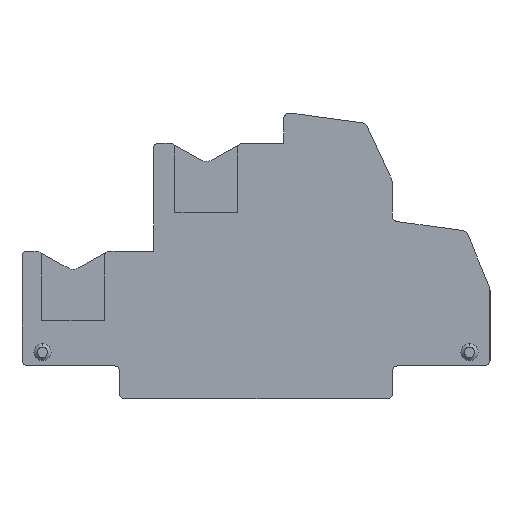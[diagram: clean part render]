
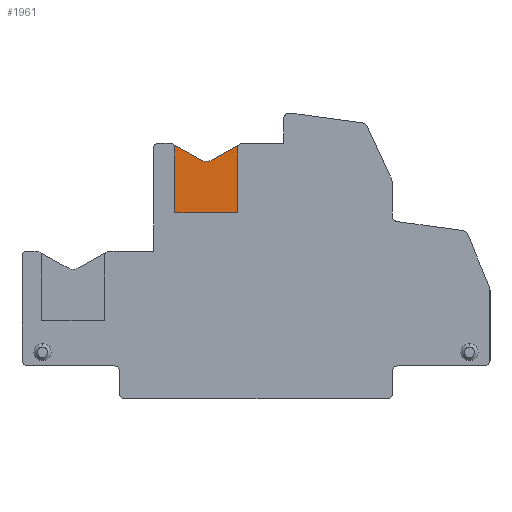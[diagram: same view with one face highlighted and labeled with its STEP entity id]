
A CAD part, left-side view. The second image highlights one B-rep face of the part: STEP entity #1961.
In plain terms, the highlighted planar face has unit normal (-1, 0, 0).
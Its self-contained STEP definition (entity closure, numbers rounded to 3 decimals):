
#529=AXIS2_PLACEMENT_3D('Circle Axis2P3D',#527,#528,$) ;
#1789=AXIS2_PLACEMENT_3D('Circle Axis2P3D',#1787,#1788,$) ;
#1936=AXIS2_PLACEMENT_3D('Plane Axis2P3D',#1933,#1934,#1935) ;
#1940=AXIS2_PLACEMENT_3D('Circle Axis2P3D',#1938,#1939,$) ;
#1947=AXIS2_PLACEMENT_3D('Circle Axis2P3D',#1945,#1946,$) ;
#500=CARTESIAN_POINT('Vertex',(3.9,46.12,27.258)) ;
#503=CARTESIAN_POINT('Line Origine',(3.9,46.12,31.993)) ;
#507=CARTESIAN_POINT('Vertex',(3.9,46.12,36.728)) ;
#527=CARTESIAN_POINT('Axis2P3D Location',(3.9,46.92,36.728)) ;
#531=CARTESIAN_POINT('Vertex',(3.9,46.235,37.141)) ;
#551=CARTESIAN_POINT('Line Origine',(3.9,44.241,36.032)) ;
#555=CARTESIAN_POINT('Vertex',(3.9,42.246,34.923)) ;
#1731=CARTESIAN_POINT('Line Origine',(3.9,38.798,36.03)) ;
#1735=CARTESIAN_POINT('Vertex',(3.9,40.788,34.923)) ;
#1737=CARTESIAN_POINT('Vertex',(3.9,36.808,37.136)) ;
#1787=CARTESIAN_POINT('Axis2P3D Location',(3.9,36.12,36.728)) ;
#1791=CARTESIAN_POINT('Vertex',(3.9,36.92,36.728)) ;
#1811=CARTESIAN_POINT('Line Origine',(3.9,36.92,31.993)) ;
#1815=CARTESIAN_POINT('Vertex',(3.9,36.92,27.258)) ;
#1835=CARTESIAN_POINT('Line Origine',(3.9,41.52,27.258)) ;
#1933=CARTESIAN_POINT('Axis2P3D Location',(3.9,46.92,36.728)) ;
#1938=CARTESIAN_POINT('Axis2P3D Location',(3.9,41.517,36.234)) ;
#1942=CARTESIAN_POINT('Vertex',(3.9,41.517,34.734)) ;
#1945=CARTESIAN_POINT('Axis2P3D Location',(3.9,41.517,36.234)) ;
#504=DIRECTION('Vector Direction',(0.,0.,1.)) ;
#528=DIRECTION('Axis2P3D Direction',(1.,0.,-0.)) ;
#552=DIRECTION('Vector Direction',(0.,-0.874,-0.486)) ;
#1732=DIRECTION('Vector Direction',(0.,-0.874,0.486)) ;
#1788=DIRECTION('Axis2P3D Direction',(1.,0.,0.)) ;
#1812=DIRECTION('Vector Direction',(0.,0.,-1.)) ;
#1836=DIRECTION('Vector Direction',(0.,1.,0.)) ;
#1934=DIRECTION('Axis2P3D Direction',(1.,0.,0.)) ;
#1935=DIRECTION('Axis2P3D XDirection',(0.,0.,-1.)) ;
#1939=DIRECTION('Axis2P3D Direction',(1.,0.,0.)) ;
#1946=DIRECTION('Axis2P3D Direction',(1.,0.,0.)) ;
#505=VECTOR('Line Direction',#504,1.) ;
#553=VECTOR('Line Direction',#552,1.) ;
#1733=VECTOR('Line Direction',#1732,1.) ;
#1813=VECTOR('Line Direction',#1812,1.) ;
#1837=VECTOR('Line Direction',#1836,1.) ;
#1951=ORIENTED_EDGE('',*,*,#533,.T.) ;
#1952=ORIENTED_EDGE('',*,*,#509,.F.) ;
#1953=ORIENTED_EDGE('',*,*,#1839,.F.) ;
#1954=ORIENTED_EDGE('',*,*,#1817,.F.) ;
#1955=ORIENTED_EDGE('',*,*,#1793,.T.) ;
#1956=ORIENTED_EDGE('',*,*,#1739,.F.) ;
#1957=ORIENTED_EDGE('',*,*,#1944,.T.) ;
#1958=ORIENTED_EDGE('',*,*,#1949,.T.) ;
#1959=ORIENTED_EDGE('',*,*,#557,.F.) ;
#1961=ADVANCED_FACE('V1',(#1960),#1937,.F.) ;
#530=CIRCLE('generated circle',#529,0.8) ;
#1790=CIRCLE('generated circle',#1789,0.8) ;
#1941=CIRCLE('generated circle',#1940,1.5) ;
#1948=CIRCLE('generated circle',#1947,1.5) ;
#509=EDGE_CURVE('',#501,#508,#506,.T.) ;
#533=EDGE_CURVE('',#532,#508,#530,.T.) ;
#557=EDGE_CURVE('',#532,#556,#554,.T.) ;
#1739=EDGE_CURVE('',#1736,#1738,#1734,.T.) ;
#1793=EDGE_CURVE('',#1792,#1738,#1790,.T.) ;
#1817=EDGE_CURVE('',#1792,#1816,#1814,.T.) ;
#1839=EDGE_CURVE('',#1816,#501,#1838,.T.) ;
#1944=EDGE_CURVE('',#1736,#1943,#1941,.T.) ;
#1949=EDGE_CURVE('',#1943,#556,#1948,.T.) ;
#1950=EDGE_LOOP('',(#1951,#1952,#1953,#1954,#1955,#1956,#1957,#1958,#1959)) ;
#1960=FACE_OUTER_BOUND('',#1950,.T.) ;
#506=LINE('Line',#503,#505) ;
#554=LINE('Line',#551,#553) ;
#1734=LINE('Line',#1731,#1733) ;
#1814=LINE('Line',#1811,#1813) ;
#1838=LINE('Line',#1835,#1837) ;
#1937=PLANE('',#1936) ;
#501=VERTEX_POINT('',#500) ;
#508=VERTEX_POINT('',#507) ;
#532=VERTEX_POINT('',#531) ;
#556=VERTEX_POINT('',#555) ;
#1736=VERTEX_POINT('',#1735) ;
#1738=VERTEX_POINT('',#1737) ;
#1792=VERTEX_POINT('',#1791) ;
#1816=VERTEX_POINT('',#1815) ;
#1943=VERTEX_POINT('',#1942) ;
